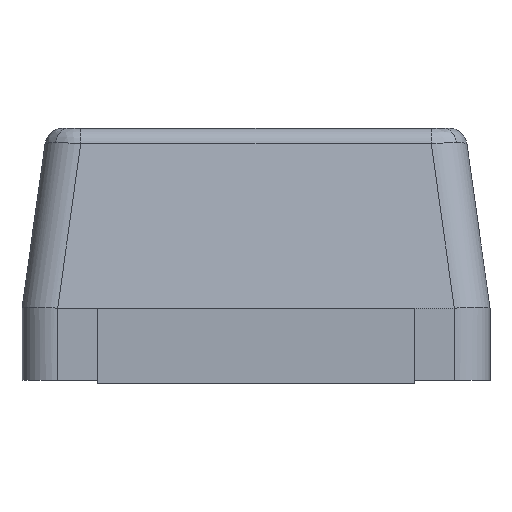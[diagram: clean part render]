
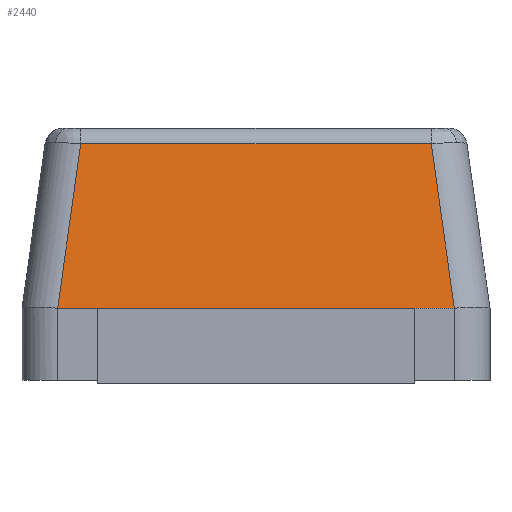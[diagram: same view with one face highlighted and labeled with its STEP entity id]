
A CAD part, left-side view. The second image highlights one B-rep face of the part: STEP entity #2440.
In plain terms, the highlighted planar face has unit normal (-0.99, 0, 0.139).
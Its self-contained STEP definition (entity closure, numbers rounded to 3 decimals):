
#218=FACE_OUTER_BOUND('',#364,.T.);
#364=EDGE_LOOP('',(#1672,#1673,#1674,#1675,#1676,#1677));
#554=LINE('',#3823,#789);
#555=LINE('',#3825,#790);
#556=LINE('',#3827,#791);
#557=LINE('',#3829,#792);
#558=LINE('',#3831,#793);
#559=LINE('',#3832,#794);
#789=VECTOR('',#2846,1000.);
#790=VECTOR('',#2847,1000.);
#791=VECTOR('',#2848,1000.);
#792=VECTOR('',#2849,10.);
#793=VECTOR('',#2850,1000.);
#794=VECTOR('',#2851,10.);
#976=VERTEX_POINT('',#3278);
#1053=VERTEX_POINT('',#3822);
#1054=VERTEX_POINT('',#3824);
#1055=VERTEX_POINT('',#3826);
#1056=VERTEX_POINT('',#3828);
#1057=VERTEX_POINT('',#3830);
#1295=EDGE_CURVE('',#1053,#976,#554,.T.);
#1296=EDGE_CURVE('',#976,#1054,#555,.T.);
#1297=EDGE_CURVE('',#1054,#1055,#556,.T.);
#1298=EDGE_CURVE('',#1055,#1056,#557,.T.);
#1299=EDGE_CURVE('',#1056,#1057,#558,.T.);
#1300=EDGE_CURVE('',#1057,#1053,#559,.T.);
#1672=ORIENTED_EDGE('',*,*,#1295,.T.);
#1673=ORIENTED_EDGE('',*,*,#1296,.T.);
#1674=ORIENTED_EDGE('',*,*,#1297,.T.);
#1675=ORIENTED_EDGE('',*,*,#1298,.T.);
#1676=ORIENTED_EDGE('',*,*,#1299,.T.);
#1677=ORIENTED_EDGE('',*,*,#1300,.T.);
#2250=PLANE('',#2610);
#2440=ADVANCED_FACE('',(#218),#2250,.T.);
#2610=AXIS2_PLACEMENT_3D('',#3821,#2844,#2845);
#2844=DIRECTION('center_axis',(-0.99,0.,0.139));
#2845=DIRECTION('ref_axis',(0.139,0.,0.99));
#2846=DIRECTION('',(0.138,0.138,0.981));
#2847=DIRECTION('',(0.,1.,0.));
#2848=DIRECTION('',(-0.138,0.138,-0.981));
#2849=DIRECTION('',(-0.005,-0.999,-0.034));
#2850=DIRECTION('',(0.,-1.,0.));
#2851=DIRECTION('',(0.005,-0.999,0.034));
#3278=CARTESIAN_POINT('',(-1.136,-0.487,0.667));
#3821=CARTESIAN_POINT('Origin',(-1.2,-0.65,0.21));
#3822=CARTESIAN_POINT('',(-1.2,-0.551,0.21));
#3823=CARTESIAN_POINT('',(-1.202,-0.553,0.197));
#3824=CARTESIAN_POINT('',(-1.136,0.487,0.667));
#3825=CARTESIAN_POINT('',(-1.136,0.481,0.667));
#3826=CARTESIAN_POINT('',(-1.2,0.551,0.21));
#3827=CARTESIAN_POINT('',(-1.177,0.528,0.372));
#3828=CARTESIAN_POINT('',(-1.2,0.55,0.21));
#3829=CARTESIAN_POINT('',(-1.2,0.551,0.21));
#3830=CARTESIAN_POINT('',(-1.2,-0.55,0.21));
#3831=CARTESIAN_POINT('',(-1.2,-0.65,0.21));
#3832=CARTESIAN_POINT('',(-1.2,-0.55,0.21));
